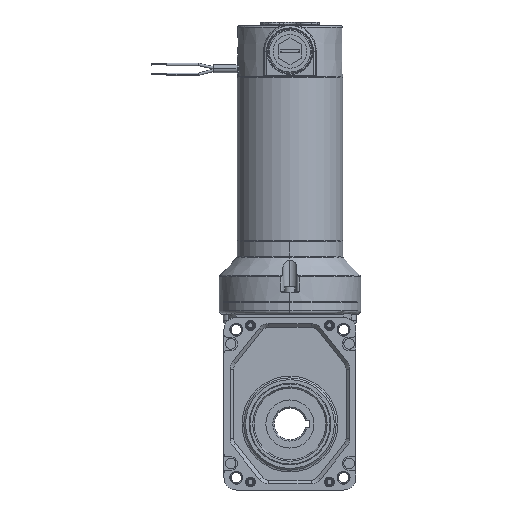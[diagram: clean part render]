
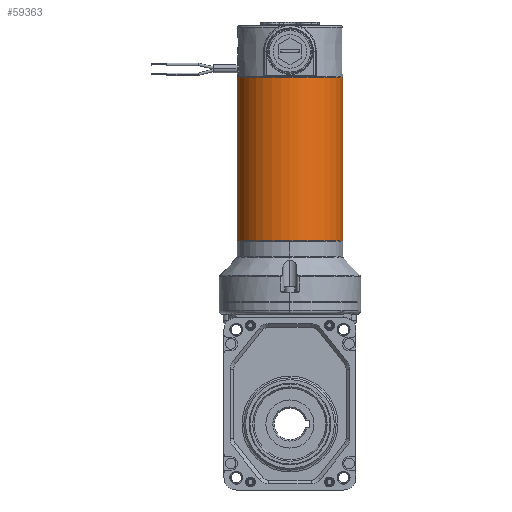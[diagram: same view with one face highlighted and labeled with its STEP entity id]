
A CAD part, left-side view. The second image highlights one B-rep face of the part: STEP entity #59363.
In plain terms, the highlighted cylindrical face has radius 42.926 mm (diameter 85.852 mm), a partial arc.
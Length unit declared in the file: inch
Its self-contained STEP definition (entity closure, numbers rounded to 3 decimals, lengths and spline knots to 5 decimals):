
#267 = AXIS2_PLACEMENT_3D ( 'NONE', #99875, #22367, #65691 ) ;
#789 = CIRCLE ( 'NONE', #267, 1.69 ) ;
#3135 = EDGE_CURVE ( 'NONE', #81829, #17776, #77071, .T. ) ;
#5221 = EDGE_CURVE ( 'NONE', #81063, #44488, #789, .T. ) ;
#6232 = VECTOR ( 'NONE', #48771, 39.37008 ) ;
#6789 = DIRECTION ( 'NONE',  ( 0., 1., 0. ) ) ;
#10004 = EDGE_CURVE ( 'NONE', #44488, #17776, #14358, .T. ) ;
#13655 = ORIENTED_EDGE ( 'NONE', *, *, #10004, .T. ) ;
#14358 = LINE ( 'NONE', #75157, #6232 ) ;
#17069 = DIRECTION ( 'NONE',  ( 0., 0., -1. ) ) ;
#17776 = VERTEX_POINT ( 'NONE', #43859 ) ;
#20232 = CARTESIAN_POINT ( 'NONE',  ( 0., -1.69, 0.015 ) ) ;
#22367 = DIRECTION ( 'NONE',  ( 0., 0., -1. ) ) ;
#27078 = ORIENTED_EDGE ( 'NONE', *, *, #90931, .F. ) ;
#33630 = CARTESIAN_POINT ( 'NONE',  ( 0., 0., 0.015 ) ) ;
#38658 = EDGE_LOOP ( 'NONE', ( #27078, #47631, #13655, #70333 ) ) ;
#43780 = DIRECTION ( 'NONE',  ( 0., 1., 0. ) ) ;
#43859 = CARTESIAN_POINT ( 'NONE',  ( 0., 1.69, 0.015 ) ) ;
#44488 = VERTEX_POINT ( 'NONE', #59194 ) ;
#46289 = DIRECTION ( 'NONE',  ( 0., 0., -1. ) ) ;
#47631 = ORIENTED_EDGE ( 'NONE', *, *, #5221, .T. ) ;
#48771 = DIRECTION ( 'NONE',  ( 0., 0., -1. ) ) ;
#49605 = VECTOR ( 'NONE', #46289, 39.37008 ) ;
#52394 = CARTESIAN_POINT ( 'NONE',  ( 0., -1.69, 5.246 ) ) ;
#58779 = CARTESIAN_POINT ( 'NONE',  ( 0., 0., 0. ) ) ;
#59194 = CARTESIAN_POINT ( 'NONE',  ( 0., 1.69, 5.246 ) ) ;
#59363 = ADVANCED_FACE ( 'NONE', ( #93323 ), #94623, .T. ) ;
#65691 = DIRECTION ( 'NONE',  ( 0., 1., 0. ) ) ;
#70333 = ORIENTED_EDGE ( 'NONE', *, *, #3135, .F. ) ;
#75157 = CARTESIAN_POINT ( 'NONE',  ( 0., 1.69, 0. ) ) ;
#77071 = CIRCLE ( 'NONE', #79506, 1.69 ) ;
#79506 = AXIS2_PLACEMENT_3D ( 'NONE', #33630, #17069, #43780 ) ;
#81063 = VERTEX_POINT ( 'NONE', #52394 ) ;
#81829 = VERTEX_POINT ( 'NONE', #20232 ) ;
#88803 = CARTESIAN_POINT ( 'NONE',  ( 0., -1.69, 0. ) ) ;
#90931 = EDGE_CURVE ( 'NONE', #81063, #81829, #96621, .T. ) ;
#92643 = DIRECTION ( 'NONE',  ( 0., 0., -1. ) ) ;
#93323 = FACE_OUTER_BOUND ( 'NONE', #38658, .T. ) ;
#94623 = CYLINDRICAL_SURFACE ( 'NONE', #97803, 1.69 ) ;
#96621 = LINE ( 'NONE', #88803, #49605 ) ;
#97803 = AXIS2_PLACEMENT_3D ( 'NONE', #58779, #92643, #6789 ) ;
#99875 = CARTESIAN_POINT ( 'NONE',  ( 0., 0., 5.246 ) ) ;
